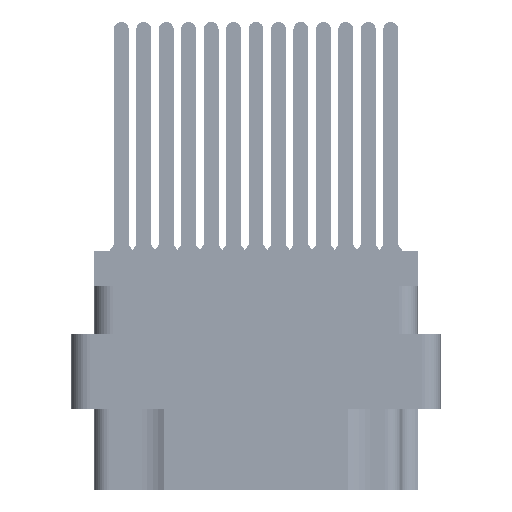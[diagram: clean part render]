
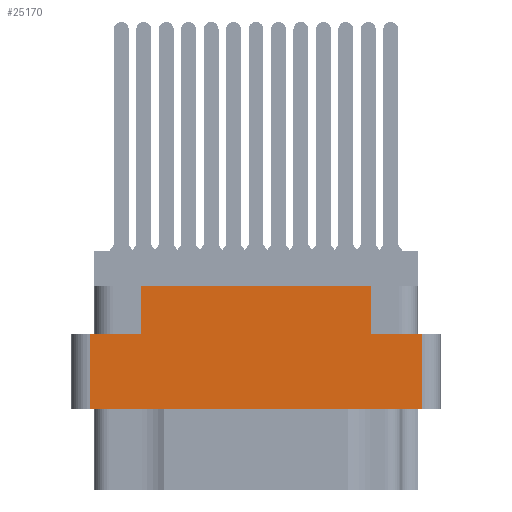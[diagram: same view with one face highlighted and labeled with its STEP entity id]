
A CAD part, left-side view. The second image highlights one B-rep face of the part: STEP entity #25170.
In plain terms, the highlighted planar face has unit normal (-1, 0, 0).
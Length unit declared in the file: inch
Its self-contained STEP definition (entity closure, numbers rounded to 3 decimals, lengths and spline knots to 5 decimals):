
#68 = LINE ( 'NONE', #54720, #5298 ) ;
#918 = ORIENTED_EDGE ( 'NONE', *, *, #35969, .F. ) ;
#1181 = ORIENTED_EDGE ( 'NONE', *, *, #7125, .F. ) ;
#1609 = DIRECTION ( 'NONE',  ( 0., -1., 0. ) ) ;
#3444 = FACE_OUTER_BOUND ( 'NONE', #31213, .T. ) ;
#4324 = DIRECTION ( 'NONE',  ( -1., 0., 0. ) ) ;
#5015 = CARTESIAN_POINT ( 'NONE',  ( -1.359, -0.617, -0.798 ) ) ;
#5298 = VECTOR ( 'NONE', #10567, 39.37008 ) ;
#6868 = DIRECTION ( 'NONE',  ( 0., -1., 0. ) ) ;
#7125 = EDGE_CURVE ( 'NONE', #25157, #21045, #54930, .T. ) ;
#7715 = ORIENTED_EDGE ( 'NONE', *, *, #45023, .T. ) ;
#10083 = PLANE ( 'NONE',  #41098 ) ;
#10567 = DIRECTION ( 'NONE',  ( 0., 0., 1. ) ) ;
#11668 = VECTOR ( 'NONE', #61066, 39.37008 ) ;
#12903 = CARTESIAN_POINT ( 'NONE',  ( -1.359, -0.555, -0.529 ) ) ;
#13184 = LINE ( 'NONE', #27359, #70109 ) ;
#13414 = VERTEX_POINT ( 'NONE', #69985 ) ;
#14401 = EDGE_CURVE ( 'NONE', #52574, #62962, #66630, .T. ) ;
#20522 = CARTESIAN_POINT ( 'NONE',  ( -1.359, -0.555, -0.798 ) ) ;
#21045 = VERTEX_POINT ( 'NONE', #28006 ) ;
#21351 = CARTESIAN_POINT ( 'NONE',  ( -1.359, 0.555, -0.529 ) ) ;
#21724 = CARTESIAN_POINT ( 'NONE',  ( -1.359, 0.555, -0.277 ) ) ;
#22457 = ORIENTED_EDGE ( 'NONE', *, *, #52356, .F. ) ;
#24761 = VECTOR ( 'NONE', #51339, 39.37008 ) ;
#25157 = VERTEX_POINT ( 'NONE', #58387 ) ;
#25170 = ADVANCED_FACE ( 'NONE', ( #3444 ), #10083, .T. ) ;
#27359 = CARTESIAN_POINT ( 'NONE',  ( -1.359, -0.3825, -0.277 ) ) ;
#27619 = DIRECTION ( 'NONE',  ( 0., 0., 1. ) ) ;
#28006 = CARTESIAN_POINT ( 'NONE',  ( -1.359, -0.3825, -0.117 ) ) ;
#31213 = EDGE_LOOP ( 'NONE', ( #59095, #7715, #63760, #48945, #918, #64508, #1181, #22457 ) ) ;
#33676 = CARTESIAN_POINT ( 'NONE',  ( -1.359, 0.555, -0.798 ) ) ;
#35969 = EDGE_CURVE ( 'NONE', #13414, #43798, #51163, .T. ) ;
#37780 = LINE ( 'NONE', #20522, #66750 ) ;
#40074 = EDGE_CURVE ( 'NONE', #52574, #43798, #37780, .T. ) ;
#41098 = AXIS2_PLACEMENT_3D ( 'NONE', #5015, #4324, #48821 ) ;
#43611 = CARTESIAN_POINT ( 'NONE',  ( -1.359, -0.555, -0.277 ) ) ;
#43798 = VERTEX_POINT ( 'NONE', #43611 ) ;
#44387 = VECTOR ( 'NONE', #1609, 39.37008 ) ;
#45023 = EDGE_CURVE ( 'NONE', #67470, #62962, #48220, .T. ) ;
#45257 = CARTESIAN_POINT ( 'NONE',  ( -1.359, 0., -0.529 ) ) ;
#46083 = LINE ( 'NONE', #51115, #44387 ) ;
#46380 = EDGE_CURVE ( 'NONE', #13414, #21045, #13184, .T. ) ;
#47045 = VERTEX_POINT ( 'NONE', #61969 ) ;
#48220 = LINE ( 'NONE', #33676, #11668 ) ;
#48332 = EDGE_CURVE ( 'NONE', #67470, #47045, #46083, .T. ) ;
#48821 = DIRECTION ( 'NONE',  ( 0., 0., 1. ) ) ;
#48945 = ORIENTED_EDGE ( 'NONE', *, *, #40074, .T. ) ;
#51109 = CARTESIAN_POINT ( 'NONE',  ( -1.359, 0., -0.277 ) ) ;
#51115 = CARTESIAN_POINT ( 'NONE',  ( -1.359, 0., -0.277 ) ) ;
#51163 = LINE ( 'NONE', #51109, #24761 ) ;
#51339 = DIRECTION ( 'NONE',  ( 0., -1., 0. ) ) ;
#51640 = DIRECTION ( 'NONE',  ( 0., 1., 0. ) ) ;
#52356 = EDGE_CURVE ( 'NONE', #47045, #25157, #68, .T. ) ;
#52574 = VERTEX_POINT ( 'NONE', #12903 ) ;
#54720 = CARTESIAN_POINT ( 'NONE',  ( -1.359, 0.3825, -0.277 ) ) ;
#54930 = LINE ( 'NONE', #61357, #55776 ) ;
#55776 = VECTOR ( 'NONE', #6868, 39.37008 ) ;
#58142 = VECTOR ( 'NONE', #51640, 39.37008 ) ;
#58387 = CARTESIAN_POINT ( 'NONE',  ( -1.359, 0.3825, -0.117 ) ) ;
#59095 = ORIENTED_EDGE ( 'NONE', *, *, #48332, .F. ) ;
#60206 = DIRECTION ( 'NONE',  ( 0., 0., 1. ) ) ;
#61066 = DIRECTION ( 'NONE',  ( 0., 0., -1. ) ) ;
#61357 = CARTESIAN_POINT ( 'NONE',  ( -1.359, 0.617, -0.117 ) ) ;
#61969 = CARTESIAN_POINT ( 'NONE',  ( -1.359, 0.3825, -0.277 ) ) ;
#62962 = VERTEX_POINT ( 'NONE', #21351 ) ;
#63760 = ORIENTED_EDGE ( 'NONE', *, *, #14401, .F. ) ;
#64508 = ORIENTED_EDGE ( 'NONE', *, *, #46380, .T. ) ;
#66630 = LINE ( 'NONE', #45257, #58142 ) ;
#66750 = VECTOR ( 'NONE', #27619, 39.37008 ) ;
#67470 = VERTEX_POINT ( 'NONE', #21724 ) ;
#69985 = CARTESIAN_POINT ( 'NONE',  ( -1.359, -0.3825, -0.277 ) ) ;
#70109 = VECTOR ( 'NONE', #60206, 39.37008 ) ;
